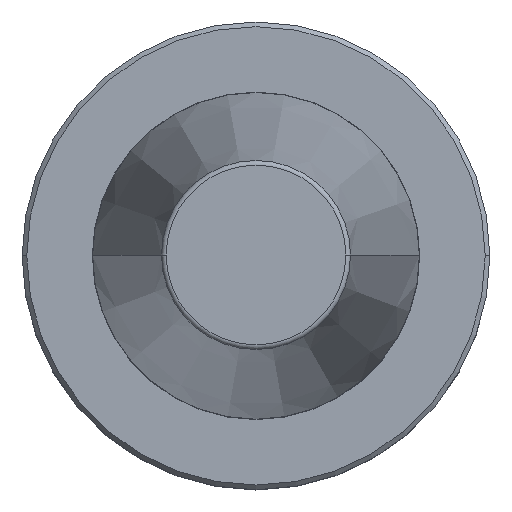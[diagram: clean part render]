
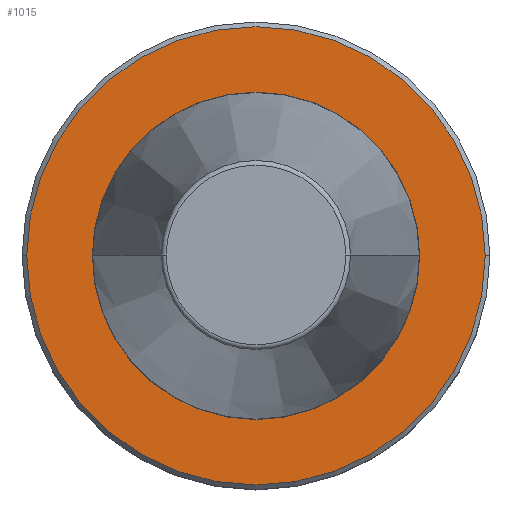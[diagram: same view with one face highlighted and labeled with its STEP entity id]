
A CAD part, top view. The second image highlights one B-rep face of the part: STEP entity #1015.
In plain terms, the highlighted planar face has unit normal (0, 0, 1).
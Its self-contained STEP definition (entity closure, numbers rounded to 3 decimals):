
#32 = EDGE_CURVE ( 'NONE', #908, #852, #405, .T. ) ;
#61 = DIRECTION ( 'NONE',  ( 0., 0., 1. ) ) ;
#93 = AXIS2_PLACEMENT_3D ( 'NONE', #173, #61, #309 ) ;
#127 = DIRECTION ( 'NONE',  ( 0., 0., 1. ) ) ;
#128 = CARTESIAN_POINT ( 'NONE',  ( 0., 0., -3. ) ) ;
#145 = AXIS2_PLACEMENT_3D ( 'NONE', #289, #954, #387 ) ;
#173 = CARTESIAN_POINT ( 'NONE',  ( 0., 0., -3. ) ) ;
#268 = AXIS2_PLACEMENT_3D ( 'NONE', #128, #903, #325 ) ;
#275 = ORIENTED_EDGE ( 'NONE', *, *, #32, .T. ) ;
#289 = CARTESIAN_POINT ( 'NONE',  ( 0., 0., -3. ) ) ;
#295 = EDGE_CURVE ( 'NONE', #672, #732, #399, .T. ) ;
#309 = DIRECTION ( 'NONE',  ( 1., 0., 0. ) ) ;
#312 = AXIS2_PLACEMENT_3D ( 'NONE', #485, #127, #1000 ) ;
#325 = DIRECTION ( 'NONE',  ( 1., 0., 0. ) ) ;
#346 = FACE_OUTER_BOUND ( 'NONE', #484, .T. ) ;
#387 = DIRECTION ( 'NONE',  ( 1., 0., 0. ) ) ;
#399 = CIRCLE ( 'NONE', #312, 35. ) ;
#405 = CIRCLE ( 'NONE', #268, 49. ) ;
#447 = ORIENTED_EDGE ( 'NONE', *, *, #295, .F. ) ;
#471 = EDGE_CURVE ( 'NONE', #852, #908, #665, .T. ) ;
#484 = EDGE_LOOP ( 'NONE', ( #275, #619 ) ) ;
#485 = CARTESIAN_POINT ( 'NONE',  ( 0., 0., -3. ) ) ;
#552 = PLANE ( 'NONE',  #562 ) ;
#562 = AXIS2_PLACEMENT_3D ( 'NONE', #1025, #925, #1212 ) ;
#616 = ORIENTED_EDGE ( 'NONE', *, *, #1132, .F. ) ;
#619 = ORIENTED_EDGE ( 'NONE', *, *, #471, .T. ) ;
#665 = CIRCLE ( 'NONE', #93, 49. ) ;
#672 = VERTEX_POINT ( 'NONE', #1042 ) ;
#729 = EDGE_LOOP ( 'NONE', ( #447, #616 ) ) ;
#732 = VERTEX_POINT ( 'NONE', #1059 ) ;
#741 = CIRCLE ( 'NONE', #145, 35. ) ;
#828 = FACE_BOUND ( 'NONE', #729, .T. ) ;
#852 = VERTEX_POINT ( 'NONE', #1165 ) ;
#903 = DIRECTION ( 'NONE',  ( 0., 0., 1. ) ) ;
#908 = VERTEX_POINT ( 'NONE', #987 ) ;
#925 = DIRECTION ( 'NONE',  ( 0., 0., -1. ) ) ;
#954 = DIRECTION ( 'NONE',  ( 0., 0., 1. ) ) ;
#987 = CARTESIAN_POINT ( 'NONE',  ( -49., 0., -3. ) ) ;
#1000 = DIRECTION ( 'NONE',  ( 1., 0., 0. ) ) ;
#1015 = ADVANCED_FACE ( 'NONE', ( #828, #346 ), #552, .F. ) ;
#1025 = CARTESIAN_POINT ( 'NONE',  ( 0., 0., -3. ) ) ;
#1042 = CARTESIAN_POINT ( 'NONE',  ( 35., 0., -3. ) ) ;
#1059 = CARTESIAN_POINT ( 'NONE',  ( -35., 0., -3. ) ) ;
#1132 = EDGE_CURVE ( 'NONE', #732, #672, #741, .T. ) ;
#1165 = CARTESIAN_POINT ( 'NONE',  ( 49., 0., -3. ) ) ;
#1212 = DIRECTION ( 'NONE',  ( -1., 0., 0. ) ) ;
